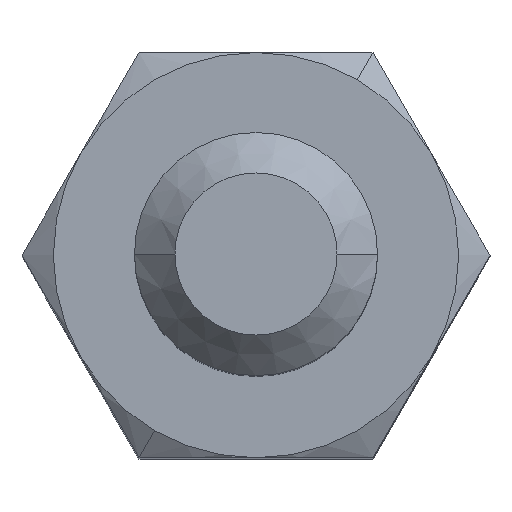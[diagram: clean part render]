
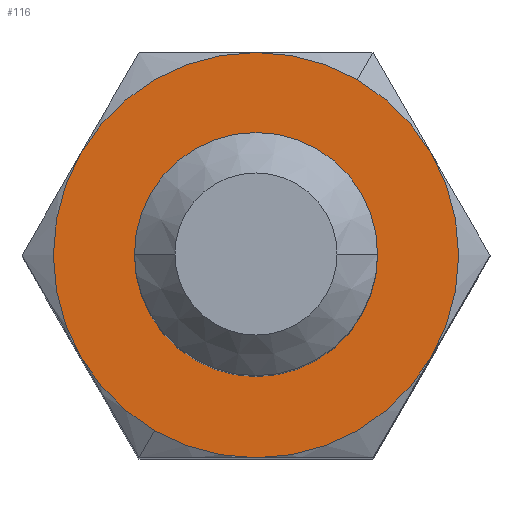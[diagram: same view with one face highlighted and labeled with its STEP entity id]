
A CAD part, top view. The second image highlights one B-rep face of the part: STEP entity #116.
In plain terms, the highlighted planar face has unit normal (0, 0, 1).
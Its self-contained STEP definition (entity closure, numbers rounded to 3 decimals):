
#116=ADVANCED_FACE('',(#227,#228),#229,.T.);
#227=FACE_OUTER_BOUND('',#330,.T.);
#228=FACE_BOUND('',#331,.T.);
#229=PLANE('',#332);
#330=EDGE_LOOP('',(#597,#598));
#331=EDGE_LOOP('',(#599,#600,#601));
#332=AXIS2_PLACEMENT_3D('',#602,#603,#604);
#597=ORIENTED_EDGE('',*,*,#621,.T.);
#598=ORIENTED_EDGE('',*,*,#690,.T.);
#599=ORIENTED_EDGE('',*,*,#668,.T.);
#600=ORIENTED_EDGE('',*,*,#666,.T.);
#601=ORIENTED_EDGE('',*,*,#669,.T.);
#602=CARTESIAN_POINT('',(0.,0.,0.0));
#603=DIRECTION('',(0.0,0.0,1.0));
#604=DIRECTION('',(1.0,-0.0,0.0));
#621=EDGE_CURVE('',#735,#732,#736,.T.);
#666=EDGE_CURVE('',#806,#810,#812,.T.);
#668=EDGE_CURVE('',#814,#806,#815,.T.);
#669=EDGE_CURVE('',#810,#814,#816,.T.);
#690=EDGE_CURVE('',#732,#735,#841,.T.);
#732=VERTEX_POINT('',#889);
#735=VERTEX_POINT('',#893);
#736=CIRCLE('',#894,2.5);
#806=VERTEX_POINT('',#1029);
#810=VERTEX_POINT('',#1033);
#812=CIRCLE('',#1035,1.3);
#814=VERTEX_POINT('',#1037);
#815=CIRCLE('',#1038,1.3);
#816=CIRCLE('',#1039,1.3);
#841=CIRCLE('',#1118,2.5);
#889=CARTESIAN_POINT('',(1.25,2.165,0.0));
#893=CARTESIAN_POINT('',(-1.25,-2.165,0.));
#894=AXIS2_PLACEMENT_3D('',#1164,#1165,#1166);
#1029=CARTESIAN_POINT('',(-1.3,0.,0.));
#1033=CARTESIAN_POINT('',(1.3,0.,0.));
#1035=AXIS2_PLACEMENT_3D('',#1238,#1239,#1240);
#1037=CARTESIAN_POINT('',(0.0,-1.3,0.));
#1038=AXIS2_PLACEMENT_3D('',#1241,#1242,#1243);
#1039=AXIS2_PLACEMENT_3D('',#1244,#1245,#1246);
#1118=AXIS2_PLACEMENT_3D('',#1265,#1266,#1267);
#1164=CARTESIAN_POINT('',(0.,0.,0.0));
#1165=DIRECTION('',(0.0,-0.0,1.0));
#1166=DIRECTION('',(0.5,0.866,0.0));
#1238=CARTESIAN_POINT('',(0.0,0.0,0.));
#1239=DIRECTION('',(0.0,0.0,-1.0));
#1240=DIRECTION('',(0.0,-1.0,0.0));
#1241=CARTESIAN_POINT('',(0.0,0.0,0.));
#1242=DIRECTION('',(0.0,0.0,-1.0));
#1243=DIRECTION('',(0.0,-1.0,0.0));
#1244=CARTESIAN_POINT('',(0.0,0.0,0.));
#1245=DIRECTION('',(0.0,0.0,-1.0));
#1246=DIRECTION('',(0.0,-1.0,0.0));
#1265=CARTESIAN_POINT('',(0.,0.,0.0));
#1266=DIRECTION('',(0.0,-0.0,1.0));
#1267=DIRECTION('',(0.5,0.866,0.0));
